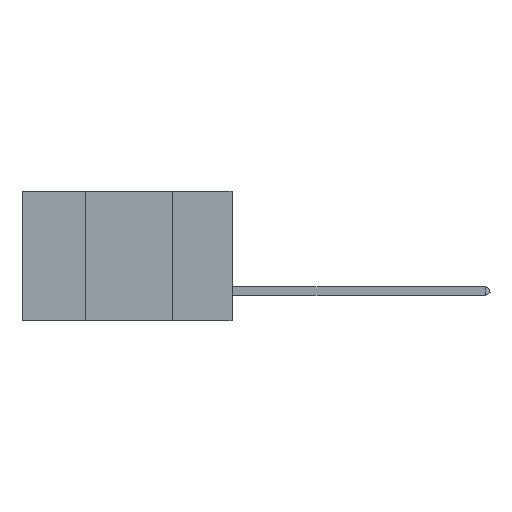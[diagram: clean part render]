
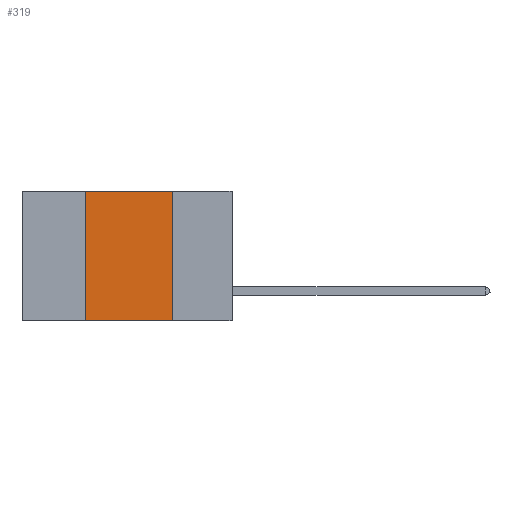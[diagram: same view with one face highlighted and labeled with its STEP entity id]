
A CAD part, left-side view. The second image highlights one B-rep face of the part: STEP entity #319.
In plain terms, the highlighted planar face has unit normal (-1, 0, 0).
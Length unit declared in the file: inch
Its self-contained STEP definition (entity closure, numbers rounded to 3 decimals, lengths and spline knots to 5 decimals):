
#319 = ADVANCED_FACE ( 'NONE', ( #1008 ), #12991, .F. ) ;
#409 = ORIENTED_EDGE ( 'NONE', *, *, #4641, .F. ) ;
#1008 = FACE_OUTER_BOUND ( 'NONE', #4939, .T. ) ;
#1737 = DIRECTION ( 'NONE',  ( 1., 0., 0. ) ) ;
#2370 = VECTOR ( 'NONE', #6932, 39.37008 ) ;
#2761 = VERTEX_POINT ( 'NONE', #7419 ) ;
#2802 = DIRECTION ( 'NONE',  ( 0., 0., -1. ) ) ;
#2893 = CARTESIAN_POINT ( 'NONE',  ( 0., 0.6, 0. ) ) ;
#3336 = LINE ( 'NONE', #4824, #2370 ) ;
#3566 = DIRECTION ( 'NONE',  ( 0., 0., 1. ) ) ;
#3880 = EDGE_CURVE ( 'NONE', #4526, #11706, #8466, .T. ) ;
#3909 = ORIENTED_EDGE ( 'NONE', *, *, #3880, .F. ) ;
#4288 = CARTESIAN_POINT ( 'NONE',  ( 0., 0.17, 0. ) ) ;
#4526 = VERTEX_POINT ( 'NONE', #4936 ) ;
#4572 = ORIENTED_EDGE ( 'NONE', *, *, #12832, .F. ) ;
#4631 = VERTEX_POINT ( 'NONE', #10796 ) ;
#4641 = EDGE_CURVE ( 'NONE', #2761, #4631, #7963, .T. ) ;
#4824 = CARTESIAN_POINT ( 'NONE',  ( 0., 0.6, -0.37 ) ) ;
#4936 = CARTESIAN_POINT ( 'NONE',  ( 0., 0.17, 0. ) ) ;
#4939 = EDGE_LOOP ( 'NONE', ( #3909, #4572, #409, #11096 ) ) ;
#5112 = LINE ( 'NONE', #10052, #11964 ) ;
#5206 = CARTESIAN_POINT ( 'NONE',  ( 0., 0.17, -0.37 ) ) ;
#5391 = EDGE_CURVE ( 'NONE', #2761, #11706, #3336, .T. ) ;
#6932 = DIRECTION ( 'NONE',  ( 0., -1., 0. ) ) ;
#7419 = CARTESIAN_POINT ( 'NONE',  ( 0., 0.42, -0.37 ) ) ;
#7963 = LINE ( 'NONE', #11804, #10202 ) ;
#8466 = LINE ( 'NONE', #4288, #11970 ) ;
#9056 = DIRECTION ( 'NONE',  ( 0., -1., 0. ) ) ;
#10052 = CARTESIAN_POINT ( 'NONE',  ( 0., 0.6, 0. ) ) ;
#10202 = VECTOR ( 'NONE', #3566, 39.37008 ) ;
#10796 = CARTESIAN_POINT ( 'NONE',  ( 0., 0.42, 0. ) ) ;
#11096 = ORIENTED_EDGE ( 'NONE', *, *, #5391, .T. ) ;
#11706 = VERTEX_POINT ( 'NONE', #5206 ) ;
#11804 = CARTESIAN_POINT ( 'NONE',  ( 0., 0.42, 0. ) ) ;
#11964 = VECTOR ( 'NONE', #9056, 39.37008 ) ;
#11970 = VECTOR ( 'NONE', #12276, 39.37008 ) ;
#12276 = DIRECTION ( 'NONE',  ( 0., 0., -1. ) ) ;
#12365 = AXIS2_PLACEMENT_3D ( 'NONE', #2893, #1737, #2802 ) ;
#12832 = EDGE_CURVE ( 'NONE', #4631, #4526, #5112, .T. ) ;
#12991 = PLANE ( 'NONE',  #12365 ) ;
